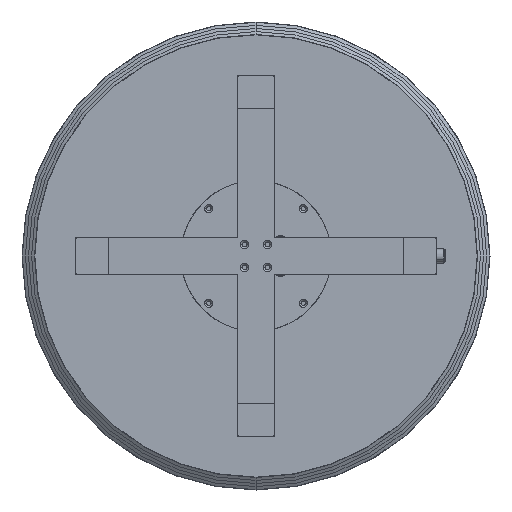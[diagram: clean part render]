
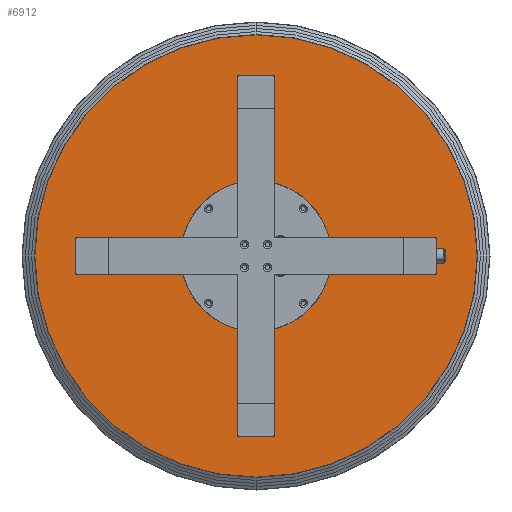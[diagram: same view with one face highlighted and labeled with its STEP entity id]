
A CAD part, front view. The second image highlights one B-rep face of the part: STEP entity #6912.
In plain terms, the highlighted planar face has unit normal (0, -1, 0).
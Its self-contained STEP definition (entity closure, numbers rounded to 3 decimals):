
#17 = DIRECTION ( 'NONE',  ( 0., 0., 1. ) ) ;
#306 = AXIS2_PLACEMENT_3D ( 'NONE', #5883, #2755, #3979 ) ;
#332 = DIRECTION ( 'NONE',  ( 0., 0., 1. ) ) ;
#337 = DIRECTION ( 'NONE',  ( 0., 0., 1. ) ) ;
#365 = DIRECTION ( 'NONE',  ( 0., -1., 0. ) ) ;
#532 = FACE_OUTER_BOUND ( 'NONE', #1965, .T. ) ;
#717 = ORIENTED_EDGE ( 'NONE', *, *, #2315, .F. ) ;
#1018 = FACE_BOUND ( 'NONE', #6830, .T. ) ;
#1173 = EDGE_CURVE ( 'NONE', #6730, #5506, #2913, .T. ) ;
#1364 = DIRECTION ( 'NONE',  ( 0., 0., -1. ) ) ;
#1952 = CARTESIAN_POINT ( 'NONE',  ( 0., 701.45, -330.77 ) ) ;
#1965 = EDGE_LOOP ( 'NONE', ( #4205, #7684 ) ) ;
#2238 = DIRECTION ( 'NONE',  ( 0., 1., 0. ) ) ;
#2315 = EDGE_CURVE ( 'NONE', #3093, #3099, #3902, .T. ) ;
#2662 = AXIS2_PLACEMENT_3D ( 'NONE', #7557, #7587, #17 ) ;
#2755 = DIRECTION ( 'NONE',  ( 0., -1., 0. ) ) ;
#2913 = CIRCLE ( 'NONE', #2662, 330.77 ) ;
#2951 = CIRCLE ( 'NONE', #5120, 113. ) ;
#3093 = VERTEX_POINT ( 'NONE', #6057 ) ;
#3099 = VERTEX_POINT ( 'NONE', #7277 ) ;
#3480 = CARTESIAN_POINT ( 'NONE',  ( 0., 701.45, 0. ) ) ;
#3722 = EDGE_CURVE ( 'NONE', #3099, #3093, #2951, .T. ) ;
#3802 = ORIENTED_EDGE ( 'NONE', *, *, #3722, .F. ) ;
#3902 = CIRCLE ( 'NONE', #306, 113. ) ;
#3979 = DIRECTION ( 'NONE',  ( 0., 0., -1. ) ) ;
#4039 = CARTESIAN_POINT ( 'NONE',  ( 0., 701.45, 0. ) ) ;
#4205 = ORIENTED_EDGE ( 'NONE', *, *, #4895, .T. ) ;
#4495 = CIRCLE ( 'NONE', #5607, 330.77 ) ;
#4895 = EDGE_CURVE ( 'NONE', #5506, #6730, #4495, .T. ) ;
#5120 = AXIS2_PLACEMENT_3D ( 'NONE', #6489, #5880, #1364 ) ;
#5189 = CARTESIAN_POINT ( 'NONE',  ( 0., 701.45, 330.77 ) ) ;
#5506 = VERTEX_POINT ( 'NONE', #5189 ) ;
#5607 = AXIS2_PLACEMENT_3D ( 'NONE', #4039, #365, #337 ) ;
#5880 = DIRECTION ( 'NONE',  ( 0., -1., 0. ) ) ;
#5883 = CARTESIAN_POINT ( 'NONE',  ( 0., 701.45, 0. ) ) ;
#6057 = CARTESIAN_POINT ( 'NONE',  ( 0., 701.45, -113. ) ) ;
#6489 = CARTESIAN_POINT ( 'NONE',  ( 0., 701.45, 0. ) ) ;
#6730 = VERTEX_POINT ( 'NONE', #1952 ) ;
#6830 = EDGE_LOOP ( 'NONE', ( #717, #3802 ) ) ;
#6876 = AXIS2_PLACEMENT_3D ( 'NONE', #3480, #2238, #332 ) ;
#6912 = ADVANCED_FACE ( 'NONE', ( #1018, #532 ), #7246, .F. ) ;
#7246 = PLANE ( 'NONE',  #6876 ) ;
#7277 = CARTESIAN_POINT ( 'NONE',  ( 0., 701.45, 113. ) ) ;
#7557 = CARTESIAN_POINT ( 'NONE',  ( 0., 701.45, 0. ) ) ;
#7587 = DIRECTION ( 'NONE',  ( 0., -1., 0. ) ) ;
#7684 = ORIENTED_EDGE ( 'NONE', *, *, #1173, .T. ) ;
